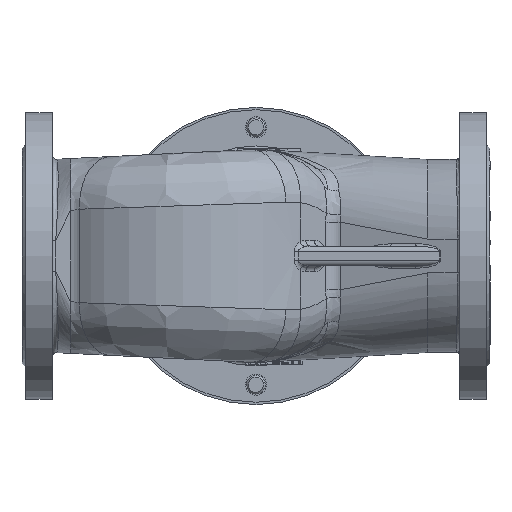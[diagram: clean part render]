
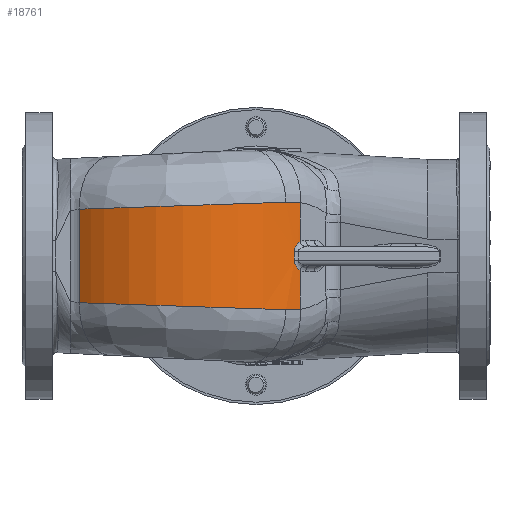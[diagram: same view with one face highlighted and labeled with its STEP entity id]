
A CAD part, front view. The second image highlights one B-rep face of the part: STEP entity #18761.
In plain terms, the highlighted cylindrical face has radius 142 mm (diameter 284 mm), a partial arc.
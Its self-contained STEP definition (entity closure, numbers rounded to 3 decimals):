
#330=B_SPLINE_CURVE_WITH_KNOTS('',3,(#37705,#37706,#37707,#37708,#37709,
#37710,#37711,#37712,#37713,#37714,#37715,#37716,#37717,#37718),
 .UNSPECIFIED.,.F.,.F.,(4,1,1,1,1,1,1,1,1,1,1,4),(-12.3,-10.543,
-8.786,-7.688,-7.029,-6.15,
-5.272,-4.832,-4.393,-3.075,
-1.757,0.),.UNSPECIFIED.);
#358=B_SPLINE_CURVE_WITH_KNOTS('',3,(#41311,#41312,#41313,#41314,#41315),
 .UNSPECIFIED.,.F.,.F.,(4,1,4),(-11.205,-4.802,0.),
 .UNSPECIFIED.);
#360=B_SPLINE_CURVE_WITH_KNOTS('',3,(#42114,#42115,#42116,#42117,#42118,
#42119,#42120,#42121,#42122,#42123,#42124,#42125,#42126,#42127),
 .UNSPECIFIED.,.F.,.F.,(4,1,1,1,1,1,1,1,1,1,1,4),(-12.3,-10.543,
-8.786,-7.688,-7.029,-6.15,
-5.272,-4.832,-4.393,-3.075,
-1.757,0.),.UNSPECIFIED.);
#382=B_SPLINE_CURVE_WITH_KNOTS('',3,(#45320,#45321,#45322,#45323,#45324),
 .UNSPECIFIED.,.F.,.F.,(4,1,4),(-11.205,-4.802,0.),
 .UNSPECIFIED.);
#543=ELLIPSE('',#20552,142.081,142.);
#579=ELLIPSE('',#20676,142.081,142.);
#2537=FACE_OUTER_BOUND('',#3701,.T.);
#3701=EDGE_LOOP('',(#17480,#17481,#17482,#17483,#17484,#17485,#17486,#17487,
#17488,#17489));
#5162=LINE('',#38512,#6692);
#5197=LINE('',#42129,#6727);
#5215=LINE('',#42841,#6745);
#5221=LINE('',#42875,#6751);
#6692=VECTOR('',#25540,1.);
#6727=VECTOR('',#25725,1.);
#6745=VECTOR('',#25805,1.);
#6751=VECTOR('',#25849,1.);
#9289=VERTEX_POINT('',#37601);
#9291=VERTEX_POINT('',#37704);
#9311=VERTEX_POINT('',#38510);
#9352=VERTEX_POINT('',#41309);
#9353=VERTEX_POINT('',#41437);
#9373=VERTEX_POINT('',#41942);
#9375=VERTEX_POINT('',#42112);
#9391=VERTEX_POINT('',#42839);
#9400=VERTEX_POINT('',#42874);
#9431=VERTEX_POINT('',#45319);
#11878=EDGE_CURVE('',#9289,#9291,#330,.T.);
#11916=EDGE_CURVE('',#9311,#9289,#5162,.T.);
#11990=EDGE_CURVE('',#9311,#9352,#358,.T.);
#11996=EDGE_CURVE('',#9352,#9353,#543,.T.);
#12029=EDGE_CURVE('',#9373,#9375,#360,.T.);
#12030=EDGE_CURVE('',#9375,#9291,#5197,.T.);
#12068=EDGE_CURVE('',#9391,#9353,#5215,.T.);
#12083=EDGE_CURVE('',#9400,#9373,#5221,.T.);
#12149=EDGE_CURVE('',#9400,#9431,#382,.T.);
#12154=EDGE_CURVE('',#9431,#9391,#579,.T.);
#17480=ORIENTED_EDGE('',*,*,#12029,.T.);
#17481=ORIENTED_EDGE('',*,*,#12030,.T.);
#17482=ORIENTED_EDGE('',*,*,#11878,.F.);
#17483=ORIENTED_EDGE('',*,*,#11916,.F.);
#17484=ORIENTED_EDGE('',*,*,#11990,.T.);
#17485=ORIENTED_EDGE('',*,*,#11996,.T.);
#17486=ORIENTED_EDGE('',*,*,#12068,.F.);
#17487=ORIENTED_EDGE('',*,*,#12154,.F.);
#17488=ORIENTED_EDGE('',*,*,#12149,.F.);
#17489=ORIENTED_EDGE('',*,*,#12083,.T.);
#17723=CYLINDRICAL_SURFACE('',#20681,142.);
#18761=ADVANCED_FACE('',(#2537),#17723,.T.);
#20552=AXIS2_PLACEMENT_3D('',#41544,#25659,#25660);
#20676=AXIS2_PLACEMENT_3D('',#45551,#25961,#25962);
#20681=AXIS2_PLACEMENT_3D('',#45557,#25972,#25973);
#25540=DIRECTION('',(-0.044,0.999,0.));
#25659=DIRECTION('center_axis',(-0.01,1.,0.));
#25660=DIRECTION('ref_axis',(-1.,-0.01,0.008));
#25725=DIRECTION('',(0.044,-0.999,0.));
#25805=DIRECTION('',(0.044,-0.999,0.));
#25849=DIRECTION('',(0.044,-0.999,0.));
#25961=DIRECTION('center_axis',(-0.078,0.997,0.));
#25962=DIRECTION('ref_axis',(-0.997,-0.078,0.008));
#25972=DIRECTION('center_axis',(0.044,-0.999,0.));
#25973=DIRECTION('ref_axis',(0.999,0.044,-0.008));
#37601=CARTESIAN_POINT('',(-601.102,-3.482,-181.008));
#37704=CARTESIAN_POINT('',(-606.861,5.071,-186.035));
#37705=CARTESIAN_POINT('Ctrl Pts',(-601.102,-3.482,
-181.008));
#37706=CARTESIAN_POINT('Ctrl Pts',(-601.487,-3.29,
-181.379));
#37707=CARTESIAN_POINT('Ctrl Pts',(-602.256,-2.846,
-182.108));
#37708=CARTESIAN_POINT('Ctrl Pts',(-603.228,-2.107,
-183.002));
#37709=CARTESIAN_POINT('Ctrl Pts',(-603.93,-1.444,
-183.632));
#37710=CARTESIAN_POINT('Ctrl Pts',(-604.431,-0.901,
-184.075));
#37711=CARTESIAN_POINT('Ctrl Pts',(-604.871,-0.361,
-184.458));
#37712=CARTESIAN_POINT('Ctrl Pts',(-605.247,0.176,-184.78));
#37713=CARTESIAN_POINT('Ctrl Pts',(-605.528,0.631,-185.016));
#37714=CARTESIAN_POINT('Ctrl Pts',(-605.859,1.22,-185.292));
#37715=CARTESIAN_POINT('Ctrl Pts',(-606.264,2.098,-185.621));
#37716=CARTESIAN_POINT('Ctrl Pts',(-606.691,3.463,-185.947));
#37717=CARTESIAN_POINT('Ctrl Pts',(-606.835,4.486,-186.035));
#37718=CARTESIAN_POINT('Ctrl Pts',(-606.861,5.071,-186.035));
#38510=CARTESIAN_POINT('',(-599.632,-36.746,-181.014));
#38512=CARTESIAN_POINT('',(-597.23,-91.098,-181.023));
#41309=CARTESIAN_POINT('',(-611.929,-37.637,-191.826));
#41311=CARTESIAN_POINT('Ctrl Pts',(-599.632,-36.746,
-181.014));
#41312=CARTESIAN_POINT('Ctrl Pts',(-601.837,-37.044,
-183.197));
#41313=CARTESIAN_POINT('Ctrl Pts',(-605.848,-37.453,-186.91));
#41314=CARTESIAN_POINT('Ctrl Pts',(-610.081,-37.618,-190.386));
#41315=CARTESIAN_POINT('Ctrl Pts',(-611.929,-37.637,
-191.826));
#41437=CARTESIAN_POINT('',(-788.592,-39.469,-190.304));
#41544=CARTESIAN_POINT('Origin',(-699.302,-38.533,-79.853));
#41942=CARTESIAN_POINT('',(-602.188,21.09,-181.004));
#42112=CARTESIAN_POINT('',(-607.17,12.064,-186.034));
#42114=CARTESIAN_POINT('Ctrl Pts',(-602.188,21.09,-181.004));
#42115=CARTESIAN_POINT('Ctrl Pts',(-602.555,20.865,-181.375));
#42116=CARTESIAN_POINT('Ctrl Pts',(-603.281,20.356,-182.104));
#42117=CARTESIAN_POINT('Ctrl Pts',(-604.185,19.534,-182.999));
#42118=CARTESIAN_POINT('Ctrl Pts',(-604.825,18.812,-183.629));
#42119=CARTESIAN_POINT('Ctrl Pts',(-605.276,18.227,-184.072));
#42120=CARTESIAN_POINT('Ctrl Pts',(-605.667,17.65,-184.455));
#42121=CARTESIAN_POINT('Ctrl Pts',(-605.995,17.082,-184.777));
#42122=CARTESIAN_POINT('Ctrl Pts',(-606.234,16.605,-185.013));
#42123=CARTESIAN_POINT('Ctrl Pts',(-606.512,15.989,-185.29));
#42124=CARTESIAN_POINT('Ctrl Pts',(-606.838,15.079,-185.619));
#42125=CARTESIAN_POINT('Ctrl Pts',(-607.142,13.681,-185.945));
#42126=CARTESIAN_POINT('Ctrl Pts',(-607.196,12.65,-186.034));
#42127=CARTESIAN_POINT('Ctrl Pts',(-607.17,12.064,-186.034));
#42129=CARTESIAN_POINT('',(-602.6,-91.335,-186.051));
#42839=CARTESIAN_POINT('',(-792.122,40.401,-190.29));
#42841=CARTESIAN_POINT('',(-794.772,100.368,-190.28));
#42874=CARTESIAN_POINT('',(-603.658,54.355,-180.999));
#42875=CARTESIAN_POINT('',(-606.06,108.707,-180.99));
#45319=CARTESIAN_POINT('',(-615.986,54.161,-191.811));
#45320=CARTESIAN_POINT('Ctrl Pts',(-603.658,54.355,-180.999));
#45321=CARTESIAN_POINT('Ctrl Pts',(-605.88,54.458,-183.181));
#45322=CARTESIAN_POINT('Ctrl Pts',(-609.913,54.513,-186.895));
#45323=CARTESIAN_POINT('Ctrl Pts',(-614.144,54.304,-190.371));
#45324=CARTESIAN_POINT('Ctrl Pts',(-615.986,54.161,-191.811));
#45551=CARTESIAN_POINT('Origin',(-703.096,47.309,-79.839));
#45557=CARTESIAN_POINT('Origin',(-696.784,-95.515,-79.862));
